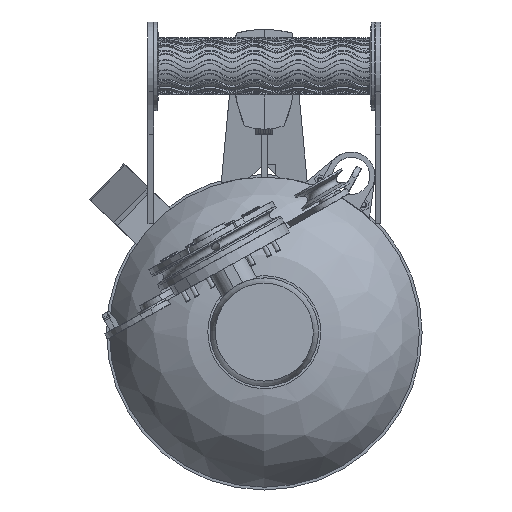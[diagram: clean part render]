
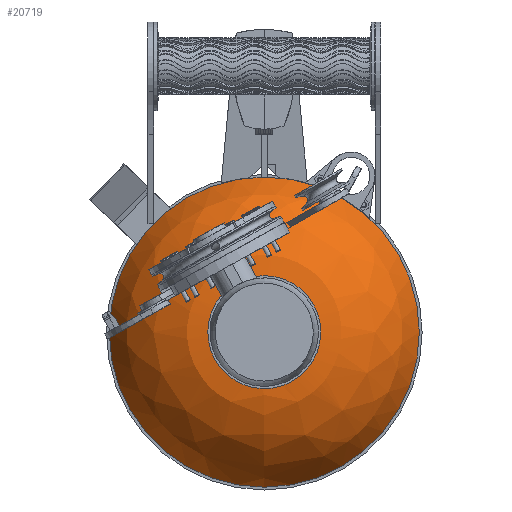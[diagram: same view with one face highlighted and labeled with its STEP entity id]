
A CAD part, front view. The second image highlights one B-rep face of the part: STEP entity #20719.
In plain terms, the highlighted free-form (B-spline) face has degree [2, 2] with [3, 9] control points.
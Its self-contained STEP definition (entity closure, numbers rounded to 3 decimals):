
#1539=(
BOUNDED_SURFACE()
B_SPLINE_SURFACE(2,2,((#28680,#28681,#28682,#28683,#28684,#28685,#28686,
#28687,#28688),(#28689,#28690,#28691,#28692,#28693,#28694,#28695,#28696,
#28697),(#28698,#28699,#28700,#28701,#28702,#28703,#28704,#28705,#28706)),
 .UNSPECIFIED.,.F.,.T.,.F.)
B_SPLINE_SURFACE_WITH_KNOTS((3,3),(3,2,2,2,3),(-1.571,-0.357),
(-3.142,-1.571,0.,1.571,3.142),
 .UNSPECIFIED.)
GEOMETRIC_REPRESENTATION_ITEM()
RATIONAL_B_SPLINE_SURFACE(((1.,0.707,1.,0.707,1.,
0.707,1.,0.707,1.),(0.822,0.581,
0.822,0.581,0.822,0.581,
0.822,0.581,0.822),(1.,0.707,
1.,0.707,1.,0.707,1.,0.707,1.)))
REPRESENTATION_ITEM('')
SURFACE()
);
#1820=CIRCLE('',#22247,0.95);
#1822=CIRCLE('',#22249,3.5);
#1823=CIRCLE('',#22250,2.722);
#2826=FACE_OUTER_BOUND('',#4036,.T.);
#4036=EDGE_LOOP('',(#14007,#14008,#14009,#14010));
#8677=VERTEX_POINT('',#28675);
#8679=VERTEX_POINT('',#28707);
#10766=EDGE_CURVE('',#8677,#8677,#1820,.T.);
#10769=EDGE_CURVE('',#8679,#8679,#1822,.T.);
#10770=EDGE_CURVE('',#8679,#8677,#1823,.T.);
#14007=ORIENTED_EDGE('',*,*,#10769,.F.);
#14008=ORIENTED_EDGE('',*,*,#10770,.T.);
#14009=ORIENTED_EDGE('',*,*,#10766,.T.);
#14010=ORIENTED_EDGE('',*,*,#10770,.F.);
#20719=ADVANCED_FACE('',(#2826),#1539,.F.);
#22247=AXIS2_PLACEMENT_3D('',#28676,#23937,#23938);
#22249=AXIS2_PLACEMENT_3D('',#28708,#23942,#23943);
#22250=AXIS2_PLACEMENT_3D('',#28709,#23944,#23945);
#23937=DIRECTION('center_axis',(0.,1.,0.));
#23938=DIRECTION('ref_axis',(1.,0.,0.));
#23942=DIRECTION('center_axis',(0.,1.,0.));
#23943=DIRECTION('ref_axis',(1.,0.,0.));
#23944=DIRECTION('center_axis',(-1.,0.,0.));
#23945=DIRECTION('ref_axis',(0.,0.,
-1.));
#28675=CARTESIAN_POINT('',(0.,0.,-0.95));
#28676=CARTESIAN_POINT('Origin',(0.,0.,0.));
#28680=CARTESIAN_POINT('Ctrl Pts',(0.,0.,-0.95));
#28681=CARTESIAN_POINT('Ctrl Pts',(-0.95,0.,-0.95));
#28682=CARTESIAN_POINT('Ctrl Pts',(-0.95,0.,0.));
#28683=CARTESIAN_POINT('Ctrl Pts',(-0.95,0.,0.95));
#28684=CARTESIAN_POINT('Ctrl Pts',(0.,0.,0.95));
#28685=CARTESIAN_POINT('Ctrl Pts',(0.95,0.,0.95));
#28686=CARTESIAN_POINT('Ctrl Pts',(0.95,0.,0.));
#28687=CARTESIAN_POINT('Ctrl Pts',(0.95,0.,-0.95));
#28688=CARTESIAN_POINT('Ctrl Pts',(0.,0.,-0.95));
#28689=CARTESIAN_POINT('Ctrl Pts',(0.,0.,-2.839));
#28690=CARTESIAN_POINT('Ctrl Pts',(-2.839,0.,
-2.839));
#28691=CARTESIAN_POINT('Ctrl Pts',(-2.839,0.,
0.));
#28692=CARTESIAN_POINT('Ctrl Pts',(-2.839,0.,
2.839));
#28693=CARTESIAN_POINT('Ctrl Pts',(0.,0.,2.839));
#28694=CARTESIAN_POINT('Ctrl Pts',(2.839,0.,
2.839));
#28695=CARTESIAN_POINT('Ctrl Pts',(2.839,0.,
0.));
#28696=CARTESIAN_POINT('Ctrl Pts',(2.839,0.,
-2.839));
#28697=CARTESIAN_POINT('Ctrl Pts',(0.,0.,-2.839));
#28698=CARTESIAN_POINT('Ctrl Pts',(0.,1.77,-3.5));
#28699=CARTESIAN_POINT('Ctrl Pts',(-3.5,1.77,-3.5));
#28700=CARTESIAN_POINT('Ctrl Pts',(-3.5,1.77,0.));
#28701=CARTESIAN_POINT('Ctrl Pts',(-3.5,1.77,3.5));
#28702=CARTESIAN_POINT('Ctrl Pts',(0.,1.77,3.5));
#28703=CARTESIAN_POINT('Ctrl Pts',(3.5,1.77,3.5));
#28704=CARTESIAN_POINT('Ctrl Pts',(3.5,1.77,0.));
#28705=CARTESIAN_POINT('Ctrl Pts',(3.5,1.77,-3.5));
#28706=CARTESIAN_POINT('Ctrl Pts',(0.,1.77,-3.5));
#28707=CARTESIAN_POINT('',(0.,1.77,-3.5));
#28708=CARTESIAN_POINT('Origin',(0.,1.77,0.));
#28709=CARTESIAN_POINT('Origin',(0.,2.722,
-0.95));
